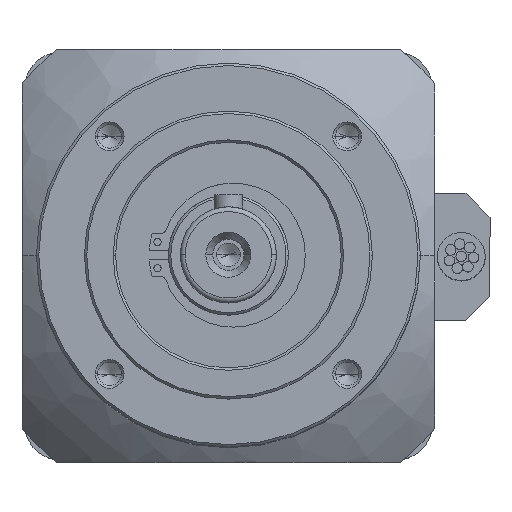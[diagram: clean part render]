
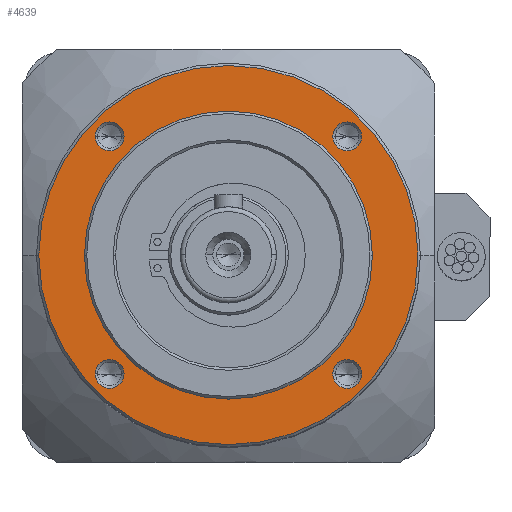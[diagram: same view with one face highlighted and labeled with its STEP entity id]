
A CAD part, top view. The second image highlights one B-rep face of the part: STEP entity #4639.
In plain terms, the highlighted planar face has unit normal (0, 0, 1).
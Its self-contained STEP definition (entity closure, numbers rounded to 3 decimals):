
#54 = EDGE_CURVE ( 'NONE', #2191, #2189, #4843, .T. ) ;
#533 = CIRCLE ( 'NONE', #559, 30. ) ;
#558 = CIRCLE ( 'NONE', #571, 39.5 ) ;
#559 = AXIS2_PLACEMENT_3D ( 'NONE', #969, #970, #971 ) ;
#560 = CIRCLE ( 'NONE', #561, 3. ) ;
#561 = AXIS2_PLACEMENT_3D ( 'NONE', #972, #973, #974 ) ;
#562 = CIRCLE ( 'NONE', #563, 3. ) ;
#563 = AXIS2_PLACEMENT_3D ( 'NONE', #975, #976, #977 ) ;
#564 = CIRCLE ( 'NONE', #565, 3. ) ;
#565 = AXIS2_PLACEMENT_3D ( 'NONE', #978, #979, #980 ) ;
#566 = CIRCLE ( 'NONE', #567, 3. ) ;
#567 = AXIS2_PLACEMENT_3D ( 'NONE', #981, #982, #983 ) ;
#571 = AXIS2_PLACEMENT_3D ( 'NONE', #987, #988, #989 ) ;
#896 = PLANE ( 'NONE',  #5592 ) ;
#897 = CARTESIAN_POINT ( 'NONE',  ( -40.29, -39.5, 247.5 ) ) ;
#898 = DIRECTION ( 'NONE',  ( 0., 0., 1. ) ) ;
#899 = DIRECTION ( 'NONE',  ( 1., 0., 0. ) ) ;
#969 = CARTESIAN_POINT ( 'NONE',  ( 0., 0., 247.5 ) ) ;
#970 = DIRECTION ( 'NONE',  ( 0., 0., -1. ) ) ;
#971 = DIRECTION ( 'NONE',  ( -1., 0., 0. ) ) ;
#972 = CARTESIAN_POINT ( 'NONE',  ( 24.749, 24.749, 247.5 ) ) ;
#973 = DIRECTION ( 'NONE',  ( 0., 0., -1. ) ) ;
#974 = DIRECTION ( 'NONE',  ( 1., 0., 0. ) ) ;
#975 = CARTESIAN_POINT ( 'NONE',  ( -24.749, 24.749, 247.5 ) ) ;
#976 = DIRECTION ( 'NONE',  ( 0., 0., -1. ) ) ;
#977 = DIRECTION ( 'NONE',  ( 1., 0., 0. ) ) ;
#978 = CARTESIAN_POINT ( 'NONE',  ( 24.749, -24.749, 247.5 ) ) ;
#979 = DIRECTION ( 'NONE',  ( 0., 0., -1. ) ) ;
#980 = DIRECTION ( 'NONE',  ( 1., 0., 0. ) ) ;
#981 = CARTESIAN_POINT ( 'NONE',  ( -24.749, -24.749, 247.5 ) ) ;
#982 = DIRECTION ( 'NONE',  ( 0., 0., -1. ) ) ;
#983 = DIRECTION ( 'NONE',  ( 1., 0., 0. ) ) ;
#987 = CARTESIAN_POINT ( 'NONE',  ( 0., 0., 247.5 ) ) ;
#988 = DIRECTION ( 'NONE',  ( 0., 0., -1. ) ) ;
#989 = DIRECTION ( 'NONE',  ( -1., 0., 0. ) ) ;
#1843 = EDGE_LOOP ( 'NONE', ( #4315, #4316 ) ) ;
#1844 = EDGE_LOOP ( 'NONE', ( #4317, #4318 ) ) ;
#1845 = EDGE_LOOP ( 'NONE', ( #4319, #4320 ) ) ;
#1846 = EDGE_LOOP ( 'NONE', ( #4321, #4322 ) ) ;
#1847 = EDGE_LOOP ( 'NONE', ( #4323, #4324 ) ) ;
#1848 = EDGE_LOOP ( 'NONE', ( #4325, #4326 ) ) ;
#2094 = VERTEX_POINT ( 'NONE', #3633 ) ;
#2154 = VERTEX_POINT ( 'NONE', #3657 ) ;
#2158 = VERTEX_POINT ( 'NONE', #3668 ) ;
#2160 = VERTEX_POINT ( 'NONE', #3649 ) ;
#2164 = VERTEX_POINT ( 'NONE', #4021 ) ;
#2166 = VERTEX_POINT ( 'NONE', #4001 ) ;
#2175 = VERTEX_POINT ( 'NONE', #3653 ) ;
#2176 = VERTEX_POINT ( 'NONE', #4015 ) ;
#2179 = VERTEX_POINT ( 'NONE', #3612 ) ;
#2180 = VERTEX_POINT ( 'NONE', #3648 ) ;
#2189 = VERTEX_POINT ( 'NONE', #4086 ) ;
#2191 = VERTEX_POINT ( 'NONE', #4104 ) ;
#2753 = FACE_OUTER_BOUND ( 'NONE', #1848, .T. ) ;
#2761 = FACE_BOUND ( 'NONE', #1843, .T. ) ;
#2762 = FACE_BOUND ( 'NONE', #1844, .T. ) ;
#2763 = FACE_BOUND ( 'NONE', #1845, .T. ) ;
#2764 = FACE_BOUND ( 'NONE', #1846, .T. ) ;
#2765 = FACE_BOUND ( 'NONE', #1847, .T. ) ;
#3533 = DIRECTION ( 'NONE',  ( 0., 0., -1. ) ) ;
#3612 = CARTESIAN_POINT ( 'NONE',  ( 27.749, -24.749, 247.5 ) ) ;
#3633 = CARTESIAN_POINT ( 'NONE',  ( -30., 0., 247.5 ) ) ;
#3648 = CARTESIAN_POINT ( 'NONE',  ( 21.749, -24.749, 247.5 ) ) ;
#3649 = CARTESIAN_POINT ( 'NONE',  ( 21.749, 24.749, 247.5 ) ) ;
#3653 = CARTESIAN_POINT ( 'NONE',  ( -21.749, -24.749, 247.5 ) ) ;
#3657 = CARTESIAN_POINT ( 'NONE',  ( 30., 0., 247.5 ) ) ;
#3668 = CARTESIAN_POINT ( 'NONE',  ( 27.749, 24.749, 247.5 ) ) ;
#4001 = CARTESIAN_POINT ( 'NONE',  ( -27.749, 24.749, 247.5 ) ) ;
#4015 = CARTESIAN_POINT ( 'NONE',  ( -27.749, -24.749, 247.5 ) ) ;
#4021 = CARTESIAN_POINT ( 'NONE',  ( -21.749, 24.749, 247.5 ) ) ;
#4026 = CARTESIAN_POINT ( 'NONE',  ( 0., 0., 247.5 ) ) ;
#4086 = CARTESIAN_POINT ( 'NONE',  ( 39.5, 0., 247.5 ) ) ;
#4104 = CARTESIAN_POINT ( 'NONE',  ( -39.5, 0., 247.5 ) ) ;
#4105 = DIRECTION ( 'NONE',  ( -1., 0., 0. ) ) ;
#4315 = ORIENTED_EDGE ( 'NONE', *, *, #5241, .T. ) ;
#4316 = ORIENTED_EDGE ( 'NONE', *, *, #4666, .T. ) ;
#4317 = ORIENTED_EDGE ( 'NONE', *, *, #5245, .T. ) ;
#4318 = ORIENTED_EDGE ( 'NONE', *, *, #4667, .T. ) ;
#4319 = ORIENTED_EDGE ( 'NONE', *, *, #5249, .T. ) ;
#4320 = ORIENTED_EDGE ( 'NONE', *, *, #4665, .T. ) ;
#4321 = ORIENTED_EDGE ( 'NONE', *, *, #5253, .T. ) ;
#4322 = ORIENTED_EDGE ( 'NONE', *, *, #4664, .T. ) ;
#4323 = ORIENTED_EDGE ( 'NONE', *, *, #5257, .T. ) ;
#4324 = ORIENTED_EDGE ( 'NONE', *, *, #4663, .T. ) ;
#4325 = ORIENTED_EDGE ( 'NONE', *, *, #54, .F. ) ;
#4326 = ORIENTED_EDGE ( 'NONE', *, *, #4669, .F. ) ;
#4639 = ADVANCED_FACE ( 'NONE', ( #2761, #2762, #2763, #2764, #2765, #2753 ), #896, .T. ) ;
#4663 = EDGE_CURVE ( 'NONE', #2154, #2094, #533, .T. ) ;
#4664 = EDGE_CURVE ( 'NONE', #2160, #2158, #560, .T. ) ;
#4665 = EDGE_CURVE ( 'NONE', #2166, #2164, #562, .T. ) ;
#4666 = EDGE_CURVE ( 'NONE', #2180, #2179, #564, .T. ) ;
#4667 = EDGE_CURVE ( 'NONE', #2176, #2175, #566, .T. ) ;
#4669 = EDGE_CURVE ( 'NONE', #2189, #2191, #558, .T. ) ;
#4843 = CIRCLE ( 'NONE', #4846, 39.5 ) ;
#4846 = AXIS2_PLACEMENT_3D ( 'NONE', #4026, #3533, #4105 ) ;
#5241 = EDGE_CURVE ( 'NONE', #2179, #2180, #6849, .T. ) ;
#5245 = EDGE_CURVE ( 'NONE', #2175, #2176, #6860, .T. ) ;
#5249 = EDGE_CURVE ( 'NONE', #2164, #2166, #6866, .T. ) ;
#5253 = EDGE_CURVE ( 'NONE', #2158, #2160, #6872, .T. ) ;
#5257 = EDGE_CURVE ( 'NONE', #2094, #2154, #6878, .T. ) ;
#5592 = AXIS2_PLACEMENT_3D ( 'NONE', #897, #898, #899 ) ;
#6474 = CARTESIAN_POINT ( 'NONE',  ( 24.749, -24.749, 247.5 ) ) ;
#6475 = DIRECTION ( 'NONE',  ( 0., 0., -1. ) ) ;
#6476 = DIRECTION ( 'NONE',  ( 1., 0., 0. ) ) ;
#6484 = CARTESIAN_POINT ( 'NONE',  ( -24.749, -24.749, 247.5 ) ) ;
#6485 = DIRECTION ( 'NONE',  ( 0., 0., -1. ) ) ;
#6486 = DIRECTION ( 'NONE',  ( 1., 0., 0. ) ) ;
#6494 = CARTESIAN_POINT ( 'NONE',  ( -24.749, 24.749, 247.5 ) ) ;
#6495 = DIRECTION ( 'NONE',  ( 0., 0., -1. ) ) ;
#6496 = DIRECTION ( 'NONE',  ( 1., 0., 0. ) ) ;
#6504 = CARTESIAN_POINT ( 'NONE',  ( 24.749, 24.749, 247.5 ) ) ;
#6505 = DIRECTION ( 'NONE',  ( 0., 0., -1. ) ) ;
#6506 = DIRECTION ( 'NONE',  ( 1., 0., 0. ) ) ;
#6514 = CARTESIAN_POINT ( 'NONE',  ( 0., 0., 247.5 ) ) ;
#6515 = DIRECTION ( 'NONE',  ( 0., 0., -1. ) ) ;
#6516 = DIRECTION ( 'NONE',  ( -1., 0., 0. ) ) ;
#6849 = CIRCLE ( 'NONE', #6861, 3. ) ;
#6860 = CIRCLE ( 'NONE', #6867, 3. ) ;
#6861 = AXIS2_PLACEMENT_3D ( 'NONE', #6474, #6475, #6476 ) ;
#6866 = CIRCLE ( 'NONE', #6873, 3. ) ;
#6867 = AXIS2_PLACEMENT_3D ( 'NONE', #6484, #6485, #6486 ) ;
#6872 = CIRCLE ( 'NONE', #6879, 3. ) ;
#6873 = AXIS2_PLACEMENT_3D ( 'NONE', #6494, #6495, #6496 ) ;
#6878 = CIRCLE ( 'NONE', #6885, 30. ) ;
#6879 = AXIS2_PLACEMENT_3D ( 'NONE', #6504, #6505, #6506 ) ;
#6885 = AXIS2_PLACEMENT_3D ( 'NONE', #6514, #6515, #6516 ) ;
